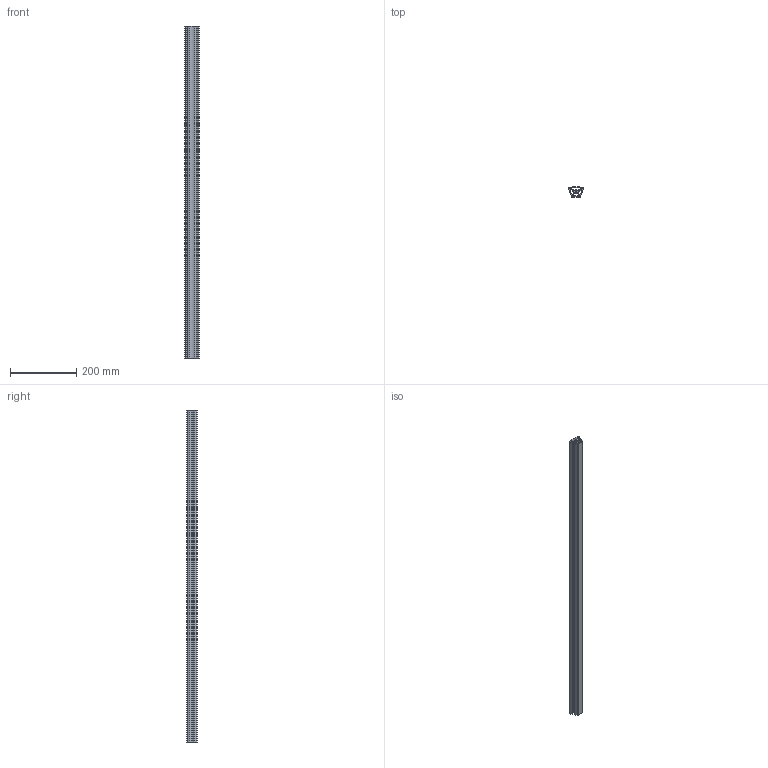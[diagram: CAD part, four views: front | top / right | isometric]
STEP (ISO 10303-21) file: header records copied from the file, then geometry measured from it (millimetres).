
FILE_DESCRIPTION(/* description */ (''),/* implementation_level */ '2;1');
FILE_NAME(/* name */ '10065_KriTec_Profil_6_R30_60_45.stp',/* time_stamp */ '2014-08-27T10:24:50+02:00',/* author */ ('kostic'),/* organization */ (''),/* preprocessor_version */ 'ST-DEVELOPER v15.2',/* originating_system */ 'Autodesk Inventor 2014',/* authorisation */ '');
FILE_SCHEMA (('AUTOMOTIVE_DESIGN { 1 0 10303 214 3 1 1 }'));
Length unit declared in the file: millimetre
Products named in the file (1): 10065_KriTec_Profil_6_R30_60-45°
Bounding box: 44.01 x 31.49 x 1000 mm (x, y, z)
Volume: 455657.1 mm3; surface area: 337527.1 mm2
Topology: 1 solids, 1 shells, 59 faces, 171 edges, 114 vertices
Faces by surface type: cylinder 35, plane 24
Full cylindrical faces by diameter (mm): 5 x1
Entity records: 2003 total; most frequent: DIRECTION 360, CARTESIAN_POINT 344, ORIENTED_EDGE 340, EDGE_CURVE 170, AXIS2_PLACEMENT_3D 130, VERTEX_POINT 114, LINE 100, VECTOR 100
